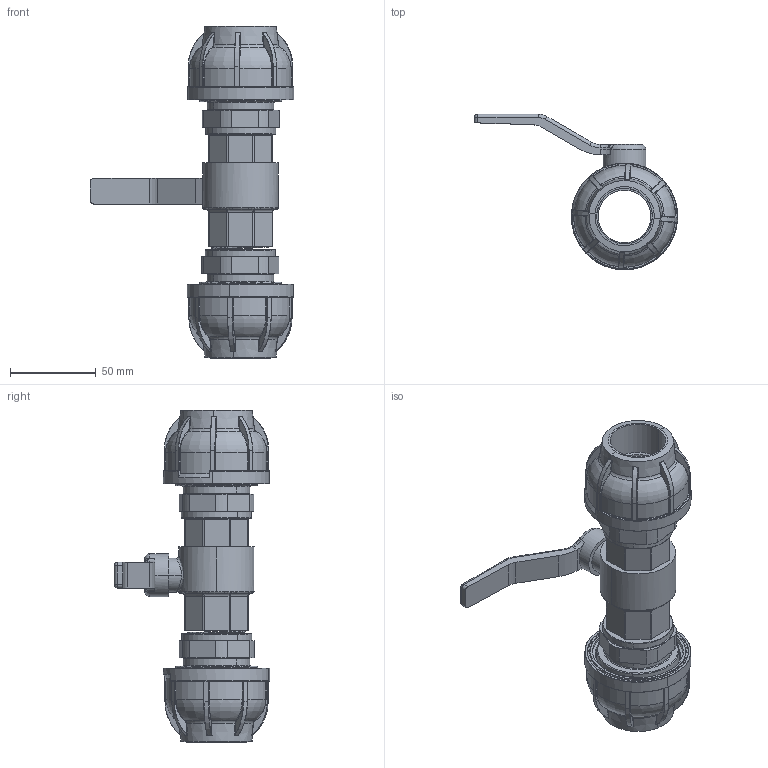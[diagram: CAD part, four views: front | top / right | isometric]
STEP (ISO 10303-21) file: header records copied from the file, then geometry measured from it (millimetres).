
FILE_DESCRIPTION (( 'STEP AP203' ), '1' );
FILE_NAME ('R224.032.001.step', '2013-11-19T09:36:11', ( 'Alusic' ), ( 'Alusic' ), 'SwSTEP 2.0', 'SolidWorks 2011', '' );
FILE_SCHEMA (( 'CONFIG_CONTROL_DESIGN' ));
Products named in the file (1): R224.032.001
Bounding box: 118.52 x 90.67 x 193.64 mm (x, y, z)
Surface area: 64953.9 mm2 (no closed solid volume)
Topology: 0 solids, 33 shells, 999 faces, 3415 edges, 2281 vertices
Faces by surface type: cylinder 289, plane 253, torus 240, bspline 184, cone 22, sphere 11
Entity records: 51424 total; most frequent: CARTESIAN_POINT 24874, DIRECTION 5367, ORIENTED_EDGE 5153, EDGE_CURVE 3401, VERTEX_POINT 2281, AXIS2_PLACEMENT_3D 2276, CIRCLE 1460, B_SPLINE_CURVE_WITH_KNOTS 1020
